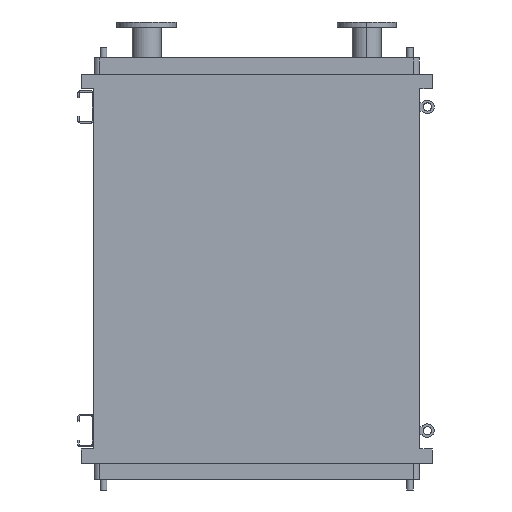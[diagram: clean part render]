
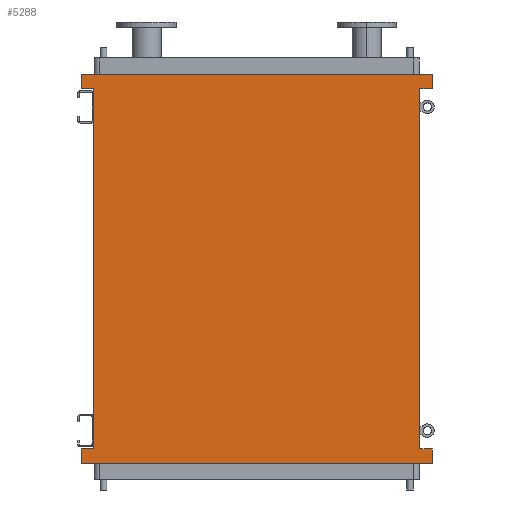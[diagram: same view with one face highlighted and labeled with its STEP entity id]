
A CAD part, front view. The second image highlights one B-rep face of the part: STEP entity #5288.
In plain terms, the highlighted planar face has unit normal (0, -1, 0).
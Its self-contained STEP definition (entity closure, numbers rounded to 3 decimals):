
#157 = DIRECTION ( 'NONE',  ( 0., 0., -1. ) ) ;
#165 = CARTESIAN_POINT ( 'NONE',  ( -651., 0., 95. ) ) ;
#222 = ORIENTED_EDGE ( 'NONE', *, *, #6466, .F. ) ;
#247 = VERTEX_POINT ( 'NONE', #4141 ) ;
#304 = DIRECTION ( 'NONE',  ( 1., 0., 0. ) ) ;
#314 = VECTOR ( 'NONE', #3059, 1000. ) ;
#438 = VERTEX_POINT ( 'NONE', #6946 ) ;
#454 = AXIS2_PLACEMENT_3D ( 'NONE', #2503, #5023, #1879 ) ;
#466 = EDGE_LOOP ( 'NONE', ( #4909, #4445, #3541, #1899, #1695, #3558, #222, #1104, #3180, #1463, #3840, #7228 ) ) ;
#656 = EDGE_CURVE ( 'NONE', #6257, #8184, #7519, .T. ) ;
#834 = LINE ( 'NONE', #6299, #2726 ) ;
#1035 = LINE ( 'NONE', #3123, #3718 ) ;
#1104 = ORIENTED_EDGE ( 'NONE', *, *, #7585, .F. ) ;
#1215 = CARTESIAN_POINT ( 'NONE',  ( 605., 0., 43. ) ) ;
#1416 = CARTESIAN_POINT ( 'NONE',  ( -605., 0., -1293. ) ) ;
#1463 = ORIENTED_EDGE ( 'NONE', *, *, #2296, .F. ) ;
#1525 = CARTESIAN_POINT ( 'NONE',  ( -651., 0., -1345. ) ) ;
#1539 = DIRECTION ( 'NONE',  ( 1., 0., 0. ) ) ;
#1576 = CARTESIAN_POINT ( 'NONE',  ( -651., 0., 43. ) ) ;
#1695 = ORIENTED_EDGE ( 'NONE', *, *, #6073, .F. ) ;
#1879 = DIRECTION ( 'NONE',  ( 0., 0., -1. ) ) ;
#1899 = ORIENTED_EDGE ( 'NONE', *, *, #5957, .F. ) ;
#2191 = LINE ( 'NONE', #7216, #6321 ) ;
#2201 = VECTOR ( 'NONE', #7386, 1000. ) ;
#2291 = CARTESIAN_POINT ( 'NONE',  ( 605., 0., -1250. ) ) ;
#2296 = EDGE_CURVE ( 'NONE', #3918, #7154, #1035, .T. ) ;
#2305 = VECTOR ( 'NONE', #5738, 1000. ) ;
#2310 = LINE ( 'NONE', #6837, #314 ) ;
#2503 = CARTESIAN_POINT ( 'NONE',  ( -605., 0., -1250. ) ) ;
#2541 = CARTESIAN_POINT ( 'NONE',  ( 651., 0., -1345. ) ) ;
#2685 = EDGE_CURVE ( 'NONE', #7154, #4545, #5201, .T. ) ;
#2726 = VECTOR ( 'NONE', #7549, 1000. ) ;
#2978 = LINE ( 'NONE', #4916, #3003 ) ;
#3003 = VECTOR ( 'NONE', #8217, 1000. ) ;
#3049 = CARTESIAN_POINT ( 'NONE',  ( 651., 0., 43. ) ) ;
#3059 = DIRECTION ( 'NONE',  ( 0., 0., 1. ) ) ;
#3071 = CARTESIAN_POINT ( 'NONE',  ( 605., 0., 43. ) ) ;
#3106 = VECTOR ( 'NONE', #4727, 1000. ) ;
#3123 = CARTESIAN_POINT ( 'NONE',  ( 651., 0., -1345. ) ) ;
#3180 = ORIENTED_EDGE ( 'NONE', *, *, #2685, .F. ) ;
#3238 = VECTOR ( 'NONE', #1539, 1000. ) ;
#3333 = LINE ( 'NONE', #5862, #4012 ) ;
#3453 = LINE ( 'NONE', #2291, #3106 ) ;
#3541 = ORIENTED_EDGE ( 'NONE', *, *, #4111, .F. ) ;
#3558 = ORIENTED_EDGE ( 'NONE', *, *, #6663, .F. ) ;
#3718 = VECTOR ( 'NONE', #8106, 1000. ) ;
#3726 = EDGE_CURVE ( 'NONE', #247, #438, #6739, .T. ) ;
#3808 = CARTESIAN_POINT ( 'NONE',  ( -651., 0., -1293. ) ) ;
#3817 = EDGE_CURVE ( 'NONE', #247, #8184, #3453, .T. ) ;
#3840 = ORIENTED_EDGE ( 'NONE', *, *, #4034, .F. ) ;
#3918 = VERTEX_POINT ( 'NONE', #2541 ) ;
#4012 = VECTOR ( 'NONE', #157, 1000. ) ;
#4034 = EDGE_CURVE ( 'NONE', #438, #3918, #4598, .T. ) ;
#4111 = EDGE_CURVE ( 'NONE', #5500, #6257, #3333, .T. ) ;
#4141 = CARTESIAN_POINT ( 'NONE',  ( 605., 0., -1293. ) ) ;
#4166 = CARTESIAN_POINT ( 'NONE',  ( 651., 0., 95. ) ) ;
#4445 = ORIENTED_EDGE ( 'NONE', *, *, #656, .F. ) ;
#4480 = DIRECTION ( 'NONE',  ( 0., 0., 1. ) ) ;
#4516 = CARTESIAN_POINT ( 'NONE',  ( 651., 0., -1293. ) ) ;
#4545 = VERTEX_POINT ( 'NONE', #3808 ) ;
#4598 = LINE ( 'NONE', #4516, #2305 ) ;
#4645 = CARTESIAN_POINT ( 'NONE',  ( -651., 0., -1345. ) ) ;
#4688 = VERTEX_POINT ( 'NONE', #7847 ) ;
#4727 = DIRECTION ( 'NONE',  ( 0., 0., 1. ) ) ;
#4841 = DIRECTION ( 'NONE',  ( -1., 0., 0. ) ) ;
#4909 = ORIENTED_EDGE ( 'NONE', *, *, #3817, .T. ) ;
#4916 = CARTESIAN_POINT ( 'NONE',  ( -651., 0., 95. ) ) ;
#5023 = DIRECTION ( 'NONE',  ( 0., -1., 0. ) ) ;
#5049 = VERTEX_POINT ( 'NONE', #1576 ) ;
#5201 = LINE ( 'NONE', #4645, #5607 ) ;
#5288 = ADVANCED_FACE ( 'NONE', ( #5665 ), #8201, .T. ) ;
#5386 = VERTEX_POINT ( 'NONE', #1416 ) ;
#5423 = VECTOR ( 'NONE', #4841, 1000. ) ;
#5500 = VERTEX_POINT ( 'NONE', #6687 ) ;
#5607 = VECTOR ( 'NONE', #4480, 1000. ) ;
#5665 = FACE_OUTER_BOUND ( 'NONE', #466, .T. ) ;
#5738 = DIRECTION ( 'NONE',  ( 0., 0., -1. ) ) ;
#5862 = CARTESIAN_POINT ( 'NONE',  ( 651., 0., 43. ) ) ;
#5957 = EDGE_CURVE ( 'NONE', #6612, #5500, #6597, .T. ) ;
#6073 = EDGE_CURVE ( 'NONE', #5049, #6612, #2978, .T. ) ;
#6257 = VERTEX_POINT ( 'NONE', #3049 ) ;
#6299 = CARTESIAN_POINT ( 'NONE',  ( -651., 0., 43. ) ) ;
#6321 = VECTOR ( 'NONE', #304, 1000. ) ;
#6466 = EDGE_CURVE ( 'NONE', #5386, #4688, #2310, .T. ) ;
#6597 = LINE ( 'NONE', #4166, #2201 ) ;
#6612 = VERTEX_POINT ( 'NONE', #165 ) ;
#6663 = EDGE_CURVE ( 'NONE', #4688, #5049, #834, .T. ) ;
#6687 = CARTESIAN_POINT ( 'NONE',  ( 651., 0., 95. ) ) ;
#6739 = LINE ( 'NONE', #7979, #3238 ) ;
#6837 = CARTESIAN_POINT ( 'NONE',  ( -605., 0., -1250. ) ) ;
#6946 = CARTESIAN_POINT ( 'NONE',  ( 651., 0., -1293. ) ) ;
#7154 = VERTEX_POINT ( 'NONE', #1525 ) ;
#7216 = CARTESIAN_POINT ( 'NONE',  ( -651., 0., -1293. ) ) ;
#7228 = ORIENTED_EDGE ( 'NONE', *, *, #3726, .F. ) ;
#7386 = DIRECTION ( 'NONE',  ( 1., 0., 0. ) ) ;
#7519 = LINE ( 'NONE', #3071, #5423 ) ;
#7549 = DIRECTION ( 'NONE',  ( -1., 0., 0. ) ) ;
#7585 = EDGE_CURVE ( 'NONE', #4545, #5386, #2191, .T. ) ;
#7847 = CARTESIAN_POINT ( 'NONE',  ( -605., 0., 43. ) ) ;
#7979 = CARTESIAN_POINT ( 'NONE',  ( 605., 0., -1293. ) ) ;
#8106 = DIRECTION ( 'NONE',  ( -1., 0., 0. ) ) ;
#8184 = VERTEX_POINT ( 'NONE', #1215 ) ;
#8201 = PLANE ( 'NONE',  #454 ) ;
#8217 = DIRECTION ( 'NONE',  ( 0., 0., 1. ) ) ;
